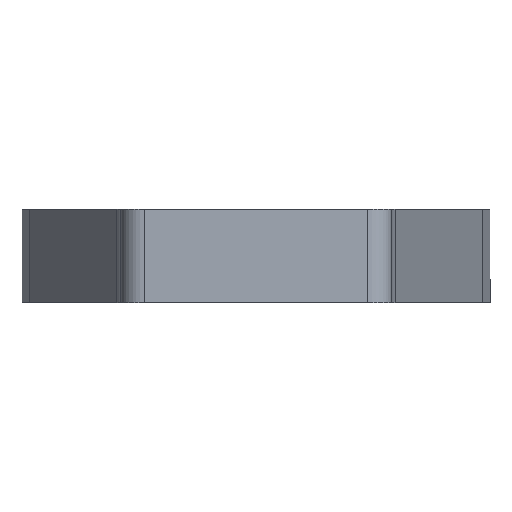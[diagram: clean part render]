
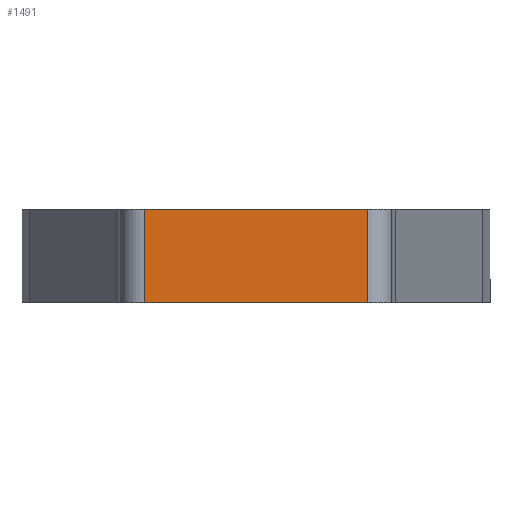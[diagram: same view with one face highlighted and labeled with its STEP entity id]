
A CAD part, left-side view. The second image highlights one B-rep face of the part: STEP entity #1491.
In plain terms, the highlighted planar face has unit normal (-1, 0, 0).
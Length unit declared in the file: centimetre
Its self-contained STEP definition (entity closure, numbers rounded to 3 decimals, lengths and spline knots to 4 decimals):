
#533=VERTEX_POINT('',#4961);
#534=VERTEX_POINT('',#4963);
#536=VERTEX_POINT('',#4969);
#537=VERTEX_POINT('',#4971);
#702=EDGE_CURVE('',#533,#534,#2889,.T.);
#705=EDGE_CURVE('',#533,#536,#2891,.T.);
#706=EDGE_CURVE('',#537,#536,#2892,.T.);
#707=EDGE_CURVE('',#537,#534,#2893,.T.);
#981=ORIENTED_EDGE('',*,*,#702,.F.);
#982=ORIENTED_EDGE('',*,*,#705,.T.);
#983=ORIENTED_EDGE('',*,*,#706,.F.);
#984=ORIENTED_EDGE('',*,*,#707,.T.);
#1261=EDGE_LOOP('',(#981,#982,#983,#984));
#1387=FACE_BOUND('',#1261,.T.);
#1491=ADVANCED_FACE('',(#1387),#4203,.T.);
#2889=LINE('',#4962,#4121);
#2891=LINE('',#4968,#4123);
#2892=LINE('',#4970,#4124);
#2893=LINE('',#4972,#4125);
#3894=AXIS2_PLACEMENT_3D('',#4967,#5516,$);
#4121=VECTOR('',#5512,1.);
#4123=VECTOR('',#5517,1.);
#4124=VECTOR('',#5518,1.);
#4125=VECTOR('',#5519,1.);
#4203=PLANE('',#3894);
#4961=CARTESIAN_POINT('',(-10.35,-1.9,1.6));
#4962=CARTESIAN_POINT('',(-10.35,-1.9,-9.3164));
#4963=CARTESIAN_POINT('',(-10.35,-1.9,0.));
#4967=CARTESIAN_POINT('',(-10.35,0.,0.));
#4968=CARTESIAN_POINT('',(-10.35,4.,1.6));
#4969=CARTESIAN_POINT('',(-10.35,1.9,1.6));
#4970=CARTESIAN_POINT('',(-10.35,1.9,-9.3164));
#4971=CARTESIAN_POINT('',(-10.35,1.9,0.));
#4972=CARTESIAN_POINT('',(-10.35,4.,0.));
#5512=DIRECTION('',(0.,0.,-1.));
#5516=DIRECTION('',(-1.,0.,0.));
#5517=DIRECTION('',(0.,1.,0.));
#5518=DIRECTION('',(0.,0.,1.));
#5519=DIRECTION('',(0.,-1.,0.));
